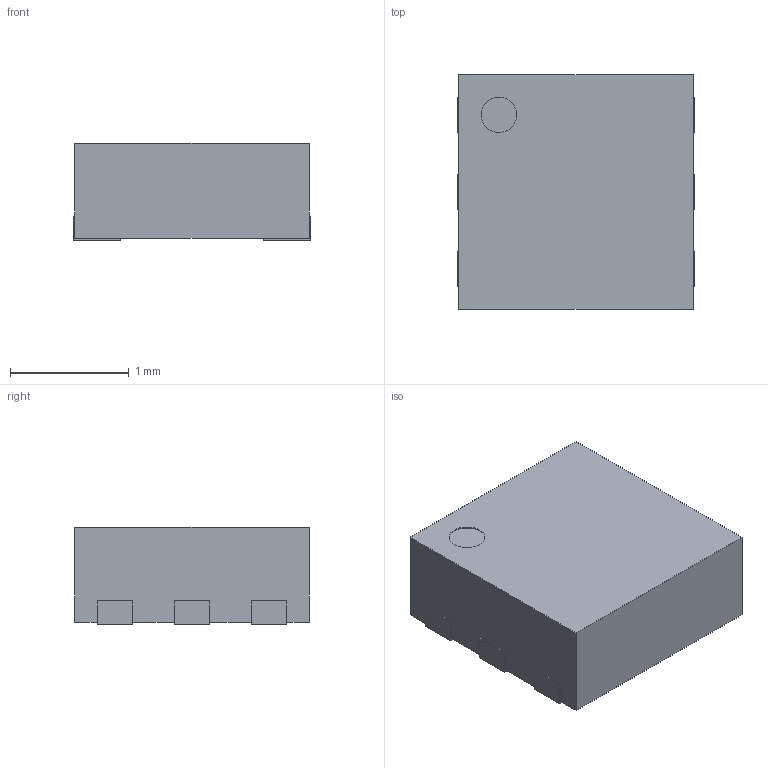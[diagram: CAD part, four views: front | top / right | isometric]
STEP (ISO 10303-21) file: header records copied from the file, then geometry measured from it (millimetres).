
FILE_DESCRIPTION(/* description */ ('model of Texas_WSON-6_DQK'),/* implementation_level */ '2;1');
FILE_NAME(/* name */ 'Texas_WSON-6_DQK.step',/* time_stamp */ '2018-10-10T06:53:44',/* author */ ('kicad StepUp','ksu'),/* organization */ ('FreeCAD'),/* preprocessor_version */ 'OCC',/* originating_system */ 'kicad StepUp',/* authorisation */ '');
FILE_SCHEMA(('AUTOMOTIVE_DESIGN { 1 0 10303 214 1 1 1 1 }'));
Length unit declared in the file: millimetre
Products named in the file (1): Texas_WSON_6_DQK
Bounding box: 2 x 1.98 x 0.82 mm (x, y, z)
Volume: 3.2 mm3; surface area: 14.4 mm2
Topology: 1 solids, 1 shells, 44 faces, 123 edges, 82 vertices
Faces by surface type: plane 43, cylinder 1
Full cylindrical faces by diameter (mm): 0.3 x1
Entity records: 1711 total; most frequent: CARTESIAN_POINT 250, ORIENTED_EDGE 246, DIRECTION 215, EDGE_CURVE 123, LINE 121, VECTOR 121, VERTEX_POINT 82, AXIS2_PLACEMENT_3D 47
